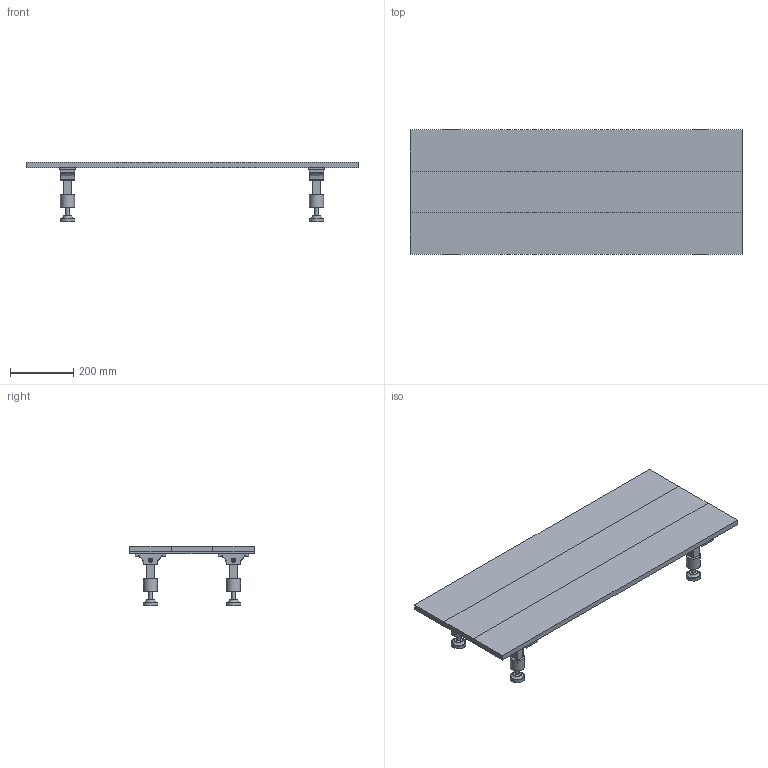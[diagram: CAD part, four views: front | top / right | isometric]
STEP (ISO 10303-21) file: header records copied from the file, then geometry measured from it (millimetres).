
FILE_DESCRIPTION(('FreeCAD Model'),'2;1');
FILE_NAME('Open CASCADE Shape Model','2025-05-03T13:45:19',('FreeCAD'),( 'FreeCAD'),'Open CASCADE STEP processor 7.6','FreeCAD','Unknown');
FILE_SCHEMA(('AUTOMOTIVE_DESIGN { 1 0 10303 214 1 1 1 1 }'));
Length unit declared in the file: millimetre
Products named in the file (1): Open CASCADE STEP translator 7.6 1
Bounding box: 1053.94 x 395.23 x 187.47 mm (x, y, z)
Volume: 8062194.9 mm3; surface area: 1293361.1 mm2
Topology: 34 solids, 34 shells, 527 faces, 1249 edges, 834 vertices
Faces by surface type: bspline 527
Entity records: 16155 total; most frequent: CARTESIAN_POINT 8469, ORIENTED_EDGE 2498, EDGE_CURVE 1249, B_SPLINE_CURVE_WITH_KNOTS 851, VERTEX_POINT 834, FACE_BOUND 645, EDGE_LOOP 645, ADVANCED_FACE 527
